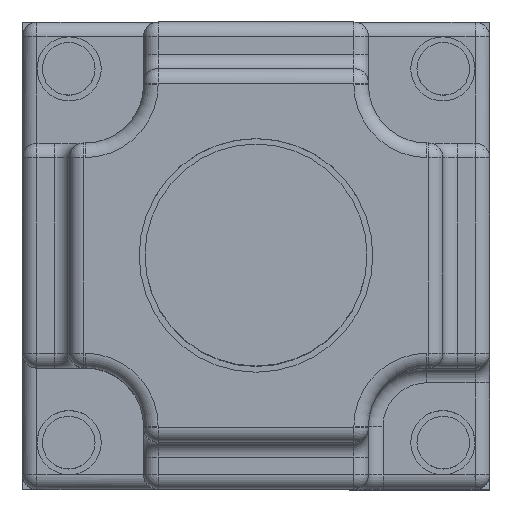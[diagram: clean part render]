
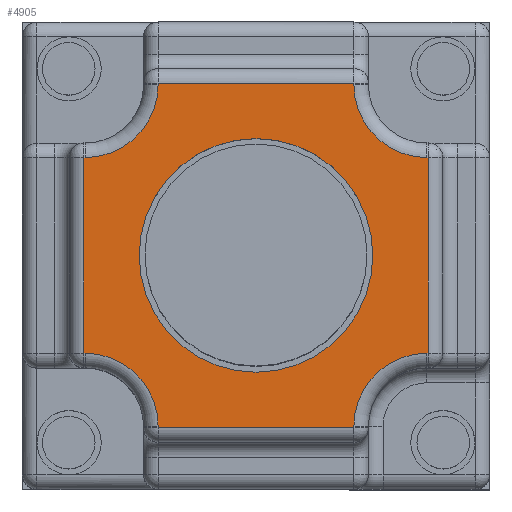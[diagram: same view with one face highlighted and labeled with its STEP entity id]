
A CAD part, top view. The second image highlights one B-rep face of the part: STEP entity #4905.
In plain terms, the highlighted planar face has unit normal (0, 0, 1).
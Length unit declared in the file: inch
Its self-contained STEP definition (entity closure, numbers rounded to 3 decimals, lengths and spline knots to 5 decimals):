
#3426=CARTESIAN_POINT('',(0.06594,-0.11614,0.36614));
#3427=VERTEX_POINT('',#3426);
#3452=CARTESIAN_POINT('',(-0.06594,-0.11614,0.36614));
#3453=VERTEX_POINT('',#3452);
#3496=CARTESIAN_POINT('',(0.11614,-0.06594,0.36614));
#3497=VERTEX_POINT('',#3496);
#3522=CARTESIAN_POINT('',(-0.11614,-0.06594,0.36614));
#3523=VERTEX_POINT('',#3522);
#3566=CARTESIAN_POINT('',(0.11614,0.06594,0.36614));
#3567=VERTEX_POINT('',#3566);
#3592=CARTESIAN_POINT('',(-0.11614,0.06594,0.36614));
#3593=VERTEX_POINT('',#3592);
#3636=CARTESIAN_POINT('',(0.06594,0.11614,0.36614));
#3637=VERTEX_POINT('',#3636);
#3662=CARTESIAN_POINT('',(-0.06594,0.11614,0.36614));
#3663=VERTEX_POINT('',#3662);
#3703=CARTESIAN_POINT('',(-0.06594,0.11614,0.36614));
#3704=DIRECTION('',(1.0,0.0,0.0));
#3705=VECTOR('',#3704,0.13189);
#3706=LINE('',#3703,#3705);
#3707=EDGE_CURVE('',#3663,#3637,#3706,.T.);
#3741=CARTESIAN_POINT('',(-0.06594,0.11516,0.36614));
#3742=VERTEX_POINT('',#3741);
#3750=CARTESIAN_POINT('',(-0.06594,0.11516,0.36614));
#3751=DIRECTION('',(0.0,1.0,0.0));
#3752=VECTOR('',#3751,0.00098);
#3753=LINE('',#3750,#3752);
#3754=EDGE_CURVE('',#3742,#3663,#3753,.T.);
#3793=CARTESIAN_POINT('',(0.06594,0.11516,0.36614));
#3794=VERTEX_POINT('',#3793);
#3811=CARTESIAN_POINT('',(0.06594,0.11614,0.36614));
#3812=DIRECTION('',(0.0,-1.0,0.0));
#3813=VECTOR('',#3812,0.00098);
#3814=LINE('',#3811,#3813);
#3815=EDGE_CURVE('',#3637,#3794,#3814,.T.);
#3827=CARTESIAN_POINT('',(-0.11516,0.06594,0.36614));
#3828=VERTEX_POINT('',#3827);
#3836=CARTESIAN_POINT('',(-0.11516,0.11516,0.36614));
#3837=DIRECTION('',(0.0,0.0,1.0));
#3838=DIRECTION('',(0.707,-0.707,0.0));
#3839=AXIS2_PLACEMENT_3D('',#3836,#3837,#3838);
#3840=CIRCLE('',#3839,0.04921);
#3841=EDGE_CURVE('',#3828,#3742,#3840,.T.);
#3859=CARTESIAN_POINT('',(0.11516,0.06594,0.36614));
#3860=VERTEX_POINT('',#3859);
#3878=CARTESIAN_POINT('',(0.11516,0.11516,0.36614));
#3879=DIRECTION('',(0.0,0.0,1.0));
#3880=DIRECTION('',(-0.707,-0.707,0.0));
#3881=AXIS2_PLACEMENT_3D('',#3878,#3879,#3880);
#3882=CIRCLE('',#3881,0.04921);
#3883=EDGE_CURVE('',#3794,#3860,#3882,.T.);
#3901=CARTESIAN_POINT('',(-0.11614,0.06594,0.36614));
#3902=DIRECTION('',(1.0,0.0,0.0));
#3903=VECTOR('',#3902,0.00098);
#3904=LINE('',#3901,#3903);
#3905=EDGE_CURVE('',#3593,#3828,#3904,.T.);
#3923=CARTESIAN_POINT('',(0.11516,0.06594,0.36614));
#3924=DIRECTION('',(1.0,0.0,0.0));
#3925=VECTOR('',#3924,0.00098);
#3926=LINE('',#3923,#3925);
#3927=EDGE_CURVE('',#3860,#3567,#3926,.T.);
#3967=CARTESIAN_POINT('',(-0.11614,-0.06594,0.36614));
#3968=DIRECTION('',(0.0,1.0,0.0));
#3969=VECTOR('',#3968,0.13189);
#3970=LINE('',#3967,#3969);
#3971=EDGE_CURVE('',#3523,#3593,#3970,.T.);
#4011=CARTESIAN_POINT('',(0.11614,0.06594,0.36614));
#4012=DIRECTION('',(0.0,-1.0,0.0));
#4013=VECTOR('',#4012,0.13189);
#4014=LINE('',#4011,#4013);
#4015=EDGE_CURVE('',#3567,#3497,#4014,.T.);
#4049=CARTESIAN_POINT('',(-0.11516,-0.06594,0.36614));
#4050=VERTEX_POINT('',#4049);
#4058=CARTESIAN_POINT('',(-0.11516,-0.06594,0.36614));
#4059=DIRECTION('',(-1.0,0.0,0.0));
#4060=VECTOR('',#4059,0.00098);
#4061=LINE('',#4058,#4060);
#4062=EDGE_CURVE('',#4050,#3523,#4061,.T.);
#4101=CARTESIAN_POINT('',(0.11516,-0.06594,0.36614));
#4102=VERTEX_POINT('',#4101);
#4119=CARTESIAN_POINT('',(0.11614,-0.06594,0.36614));
#4120=DIRECTION('',(-1.0,0.0,0.0));
#4121=VECTOR('',#4120,0.00098);
#4122=LINE('',#4119,#4121);
#4123=EDGE_CURVE('',#3497,#4102,#4122,.T.);
#4135=CARTESIAN_POINT('',(-0.06594,-0.11516,0.36614));
#4136=VERTEX_POINT('',#4135);
#4144=CARTESIAN_POINT('',(-0.11516,-0.11516,0.36614));
#4145=DIRECTION('',(0.0,0.0,1.0));
#4146=DIRECTION('',(0.707,0.707,0.0));
#4147=AXIS2_PLACEMENT_3D('',#4144,#4145,#4146);
#4148=CIRCLE('',#4147,0.04921);
#4149=EDGE_CURVE('',#4136,#4050,#4148,.T.);
#4167=CARTESIAN_POINT('',(0.06594,-0.11516,0.36614));
#4168=VERTEX_POINT('',#4167);
#4186=CARTESIAN_POINT('',(0.11516,-0.11516,0.36614));
#4187=DIRECTION('',(0.0,0.0,1.0));
#4188=DIRECTION('',(-0.707,0.707,0.0));
#4189=AXIS2_PLACEMENT_3D('',#4186,#4187,#4188);
#4190=CIRCLE('',#4189,0.04921);
#4191=EDGE_CURVE('',#4102,#4168,#4190,.T.);
#4209=CARTESIAN_POINT('',(-0.06594,-0.11614,0.36614));
#4210=DIRECTION('',(0.0,1.0,0.0));
#4211=VECTOR('',#4210,0.00098);
#4212=LINE('',#4209,#4211);
#4213=EDGE_CURVE('',#3453,#4136,#4212,.T.);
#4231=CARTESIAN_POINT('',(0.06594,-0.11516,0.36614));
#4232=DIRECTION('',(0.0,-1.0,0.0));
#4233=VECTOR('',#4232,0.00098);
#4234=LINE('',#4231,#4233);
#4235=EDGE_CURVE('',#4168,#3427,#4234,.T.);
#4275=CARTESIAN_POINT('',(0.06594,-0.11614,0.36614));
#4276=DIRECTION('',(-1.0,0.0,0.0));
#4277=VECTOR('',#4276,0.13189);
#4278=LINE('',#4275,#4277);
#4279=EDGE_CURVE('',#3427,#3453,#4278,.T.);
#4871=CARTESIAN_POINT('',(-0.12776,-0.12776,0.36614));
#4872=DIRECTION('',(0.0,0.0,1.0));
#4873=DIRECTION('',(1.0,0.0,0.0));
#4874=AXIS2_PLACEMENT_3D('',#4871,#4872,#4873);
#4875=PLANE('',#4874);
#4876=ORIENTED_EDGE('',*,*,#3707,.F.);
#4877=ORIENTED_EDGE('',*,*,#3754,.F.);
#4878=ORIENTED_EDGE('',*,*,#3841,.F.);
#4879=ORIENTED_EDGE('',*,*,#3905,.F.);
#4880=ORIENTED_EDGE('',*,*,#3971,.F.);
#4881=ORIENTED_EDGE('',*,*,#4062,.F.);
#4882=ORIENTED_EDGE('',*,*,#4149,.F.);
#4883=ORIENTED_EDGE('',*,*,#4213,.F.);
#4884=ORIENTED_EDGE('',*,*,#4279,.F.);
#4885=ORIENTED_EDGE('',*,*,#4235,.F.);
#4886=ORIENTED_EDGE('',*,*,#4191,.F.);
#4887=ORIENTED_EDGE('',*,*,#4123,.F.);
#4888=ORIENTED_EDGE('',*,*,#4015,.F.);
#4889=ORIENTED_EDGE('',*,*,#3927,.F.);
#4890=ORIENTED_EDGE('',*,*,#3883,.F.);
#4891=ORIENTED_EDGE('',*,*,#3815,.F.);
#4892=EDGE_LOOP('',(#4876,#4877,#4878,#4879,#4880,#4881,#4882,#4883,#4884,#4885,#4886,#4887,#4888,#4889,#4890,#4891));
#4893=FACE_OUTER_BOUND('',#4892,.T.);
#4894=CARTESIAN_POINT('',(0.07874,0.0,0.36614));
#4895=VERTEX_POINT('',#4894);
#4896=CARTESIAN_POINT('',(0.0,0.0,0.36614));
#4897=DIRECTION('',(0.0,0.0,-1.0));
#4898=DIRECTION('',(-1.0,0.0,0.0));
#4899=AXIS2_PLACEMENT_3D('',#4896,#4897,#4898);
#4900=CIRCLE('',#4899,0.07874);
#4901=EDGE_CURVE('',#4895,#4895,#4900,.T.);
#4902=ORIENTED_EDGE('',*,*,#4901,.T.);
#4903=EDGE_LOOP('',(#4902));
#4904=FACE_BOUND('',#4903,.T.);
#4905=ADVANCED_FACE('',(#4893,#4904),#4875,.T.);
